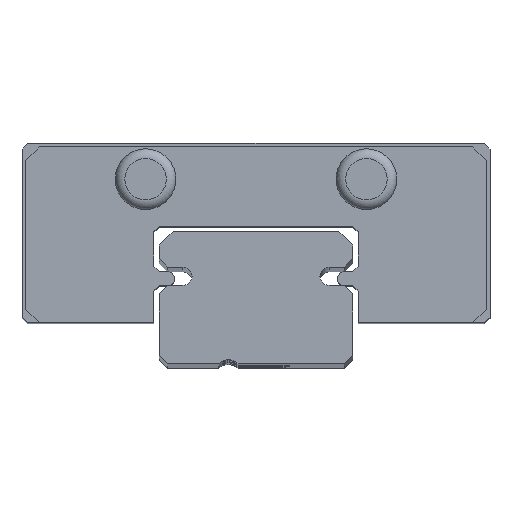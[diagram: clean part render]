
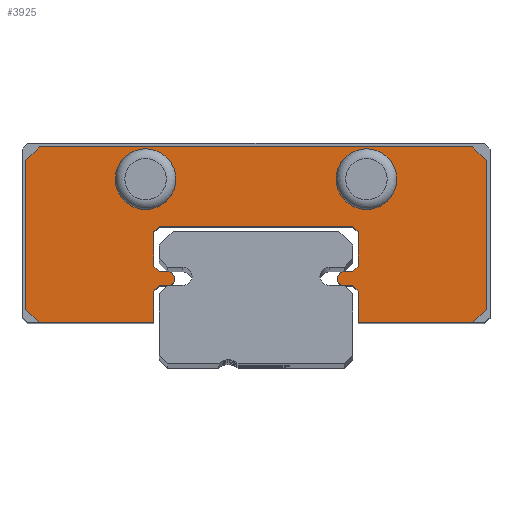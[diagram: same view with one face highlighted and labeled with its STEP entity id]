
A CAD part, top view. The second image highlights one B-rep face of the part: STEP entity #3925.
In plain terms, the highlighted planar face has unit normal (0, 0, 1).
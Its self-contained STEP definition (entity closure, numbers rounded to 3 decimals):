
#204=PLANE('',#4255);
#388=FACE_OUTER_BOUND('',#601,.T.);
#601=EDGE_LOOP('',(#3130,#3131,#3132,#3133,#3134,#3135,#3136,#3137,#3138,
#3139,#3140,#3141,#3142,#3143,#3144,#3145,#3146,#3147,#3148,#3149,#3150,
#3151,#3152,#3153,#3154,#3155));
#894=LINE('',#5885,#1357);
#898=LINE('',#5892,#1361);
#901=LINE('',#5898,#1364);
#904=LINE('',#5904,#1367);
#907=LINE('',#5910,#1370);
#910=LINE('',#5916,#1373);
#913=LINE('',#5922,#1376);
#917=LINE('',#5934,#1380);
#920=LINE('',#5940,#1383);
#923=LINE('',#5946,#1386);
#926=LINE('',#5952,#1389);
#929=LINE('',#5958,#1392);
#932=LINE('',#5964,#1395);
#935=LINE('',#5970,#1398);
#938=LINE('',#5976,#1401);
#940=LINE('',#5979,#1403);
#943=LINE('',#5985,#1406);
#946=LINE('',#5991,#1409);
#949=LINE('',#5997,#1412);
#952=LINE('',#6003,#1415);
#955=LINE('',#6009,#1418);
#958=LINE('',#6015,#1421);
#961=LINE('',#6021,#1424);
#963=LINE('',#6024,#1426);
#1357=VECTOR('',#4778,1000.);
#1361=VECTOR('',#4784,1000.);
#1364=VECTOR('',#4789,1000.);
#1367=VECTOR('',#4794,1000.);
#1370=VECTOR('',#4799,1000.);
#1373=VECTOR('',#4804,1000.);
#1376=VECTOR('',#4809,1000.);
#1380=VECTOR('',#4821,1000.);
#1383=VECTOR('',#4826,1000.);
#1386=VECTOR('',#4831,1000.);
#1389=VECTOR('',#4836,1000.);
#1392=VECTOR('',#4841,1000.);
#1395=VECTOR('',#4846,1000.);
#1398=VECTOR('',#4851,1000.);
#1401=VECTOR('',#4856,1000.);
#1403=VECTOR('',#4860,1000.);
#1406=VECTOR('',#4865,1000.);
#1409=VECTOR('',#4870,1000.);
#1412=VECTOR('',#4875,1000.);
#1415=VECTOR('',#4880,1000.);
#1418=VECTOR('',#4885,1000.);
#1421=VECTOR('',#4890,1000.);
#1424=VECTOR('',#4895,1000.);
#1426=VECTOR('',#4899,1000.);
#1676=CIRCLE('',#4226,0.25);
#1679=CIRCLE('',#4237,0.25);
#1865=VERTEX_POINT('',#5870);
#1866=VERTEX_POINT('',#5871);
#1871=VERTEX_POINT('',#5882);
#1872=VERTEX_POINT('',#5884);
#1874=VERTEX_POINT('',#5890);
#1876=VERTEX_POINT('',#5896);
#1878=VERTEX_POINT('',#5902);
#1880=VERTEX_POINT('',#5908);
#1882=VERTEX_POINT('',#5914);
#1884=VERTEX_POINT('',#5920);
#1886=VERTEX_POINT('',#5926);
#1888=VERTEX_POINT('',#5932);
#1890=VERTEX_POINT('',#5938);
#1892=VERTEX_POINT('',#5944);
#1894=VERTEX_POINT('',#5950);
#1896=VERTEX_POINT('',#5956);
#1898=VERTEX_POINT('',#5962);
#1900=VERTEX_POINT('',#5968);
#1902=VERTEX_POINT('',#5974);
#1904=VERTEX_POINT('',#5983);
#1906=VERTEX_POINT('',#5989);
#1908=VERTEX_POINT('',#5995);
#1910=VERTEX_POINT('',#6001);
#1912=VERTEX_POINT('',#6007);
#1914=VERTEX_POINT('',#6013);
#1916=VERTEX_POINT('',#6019);
#2295=EDGE_CURVE('',#1865,#1866,#1676,.T.);
#2301=EDGE_CURVE('',#1872,#1871,#894,.T.);
#2305=EDGE_CURVE('',#1871,#1874,#898,.T.);
#2308=EDGE_CURVE('',#1874,#1876,#901,.T.);
#2311=EDGE_CURVE('',#1876,#1878,#904,.T.);
#2314=EDGE_CURVE('',#1878,#1880,#907,.T.);
#2317=EDGE_CURVE('',#1880,#1882,#910,.T.);
#2320=EDGE_CURVE('',#1882,#1884,#913,.T.);
#2323=EDGE_CURVE('',#1884,#1886,#1679,.T.);
#2326=EDGE_CURVE('',#1886,#1888,#917,.T.);
#2329=EDGE_CURVE('',#1888,#1890,#920,.T.);
#2332=EDGE_CURVE('',#1890,#1892,#923,.T.);
#2335=EDGE_CURVE('',#1892,#1894,#926,.T.);
#2338=EDGE_CURVE('',#1894,#1896,#929,.T.);
#2341=EDGE_CURVE('',#1896,#1898,#932,.T.);
#2344=EDGE_CURVE('',#1898,#1900,#935,.T.);
#2347=EDGE_CURVE('',#1900,#1902,#938,.T.);
#2349=EDGE_CURVE('',#1902,#1865,#940,.T.);
#2352=EDGE_CURVE('',#1866,#1904,#943,.T.);
#2355=EDGE_CURVE('',#1904,#1906,#946,.T.);
#2358=EDGE_CURVE('',#1906,#1908,#949,.T.);
#2361=EDGE_CURVE('',#1908,#1910,#952,.T.);
#2364=EDGE_CURVE('',#1910,#1912,#955,.T.);
#2367=EDGE_CURVE('',#1912,#1914,#958,.T.);
#2370=EDGE_CURVE('',#1914,#1916,#961,.T.);
#2372=EDGE_CURVE('',#1916,#1872,#963,.T.);
#3130=ORIENTED_EDGE('',*,*,#2301,.T.);
#3131=ORIENTED_EDGE('',*,*,#2305,.T.);
#3132=ORIENTED_EDGE('',*,*,#2308,.T.);
#3133=ORIENTED_EDGE('',*,*,#2311,.T.);
#3134=ORIENTED_EDGE('',*,*,#2314,.T.);
#3135=ORIENTED_EDGE('',*,*,#2317,.T.);
#3136=ORIENTED_EDGE('',*,*,#2320,.T.);
#3137=ORIENTED_EDGE('',*,*,#2323,.T.);
#3138=ORIENTED_EDGE('',*,*,#2326,.T.);
#3139=ORIENTED_EDGE('',*,*,#2329,.T.);
#3140=ORIENTED_EDGE('',*,*,#2332,.T.);
#3141=ORIENTED_EDGE('',*,*,#2335,.T.);
#3142=ORIENTED_EDGE('',*,*,#2338,.T.);
#3143=ORIENTED_EDGE('',*,*,#2341,.T.);
#3144=ORIENTED_EDGE('',*,*,#2344,.T.);
#3145=ORIENTED_EDGE('',*,*,#2347,.T.);
#3146=ORIENTED_EDGE('',*,*,#2349,.T.);
#3147=ORIENTED_EDGE('',*,*,#2295,.T.);
#3148=ORIENTED_EDGE('',*,*,#2352,.T.);
#3149=ORIENTED_EDGE('',*,*,#2355,.T.);
#3150=ORIENTED_EDGE('',*,*,#2358,.T.);
#3151=ORIENTED_EDGE('',*,*,#2361,.T.);
#3152=ORIENTED_EDGE('',*,*,#2364,.T.);
#3153=ORIENTED_EDGE('',*,*,#2367,.T.);
#3154=ORIENTED_EDGE('',*,*,#2370,.T.);
#3155=ORIENTED_EDGE('',*,*,#2372,.T.);
#3925=ADVANCED_FACE('',(#388),#204,.T.);
#4226=AXIS2_PLACEMENT_3D('',#5872,#4768,#4769);
#4237=AXIS2_PLACEMENT_3D('',#5928,#4815,#4816);
#4255=AXIS2_PLACEMENT_3D('',#6025,#4900,#4901);
#4768=DIRECTION('center_axis',(0.,0.,1.));
#4769=DIRECTION('ref_axis',(1.,0.,0.));
#4778=DIRECTION('',(-0.707,-0.707,0.));
#4784=DIRECTION('',(0.,-1.,0.));
#4789=DIRECTION('',(0.707,-0.707,0.));
#4794=DIRECTION('',(1.,0.,0.));
#4799=DIRECTION('',(0.,1.,0.));
#4804=DIRECTION('',(0.707,0.707,0.));
#4809=DIRECTION('',(1.,0.,0.));
#4815=DIRECTION('center_axis',(0.,0.,1.));
#4816=DIRECTION('ref_axis',(1.,0.,0.));
#4821=DIRECTION('',(-1.,0.,0.));
#4826=DIRECTION('',(-0.707,0.707,0.));
#4831=DIRECTION('',(0.,1.,0.));
#4836=DIRECTION('',(0.707,0.707,0.));
#4841=DIRECTION('',(1.,0.,0.));
#4846=DIRECTION('',(0.707,-0.707,0.));
#4851=DIRECTION('',(0.,-1.,0.));
#4856=DIRECTION('',(-0.707,-0.707,0.));
#4860=DIRECTION('',(-1.,0.,0.));
#4865=DIRECTION('',(1.,0.,0.));
#4870=DIRECTION('',(0.707,-0.707,0.));
#4875=DIRECTION('',(0.,-1.,0.));
#4880=DIRECTION('',(1.,0.,0.));
#4885=DIRECTION('',(0.707,0.707,0.));
#4890=DIRECTION('',(0.,1.,0.));
#4895=DIRECTION('',(-0.707,0.707,0.));
#4899=DIRECTION('',(-1.,0.,0.));
#4900=DIRECTION('center_axis',(0.,0.,1.));
#4901=DIRECTION('ref_axis',(1.,0.,0.));
#5870=CARTESIAN_POINT('',(3.2,1.85,10.9));
#5871=CARTESIAN_POINT('',(3.2,1.35,10.9));
#5872=CARTESIAN_POINT('Origin',(3.2,1.6,10.9));
#5882=CARTESIAN_POINT('',(-8.345,5.87,10.9));
#5884=CARTESIAN_POINT('',(-7.845,6.37,10.9));
#5885=CARTESIAN_POINT('',(-7.845,6.37,10.9));
#5890=CARTESIAN_POINT('',(-8.345,0.5,10.9));
#5892=CARTESIAN_POINT('',(-8.345,5.87,10.9));
#5896=CARTESIAN_POINT('',(-7.845,0.,10.9));
#5898=CARTESIAN_POINT('',(-8.345,0.5,10.9));
#5902=CARTESIAN_POINT('',(-3.7,0.,10.9));
#5904=CARTESIAN_POINT('',(-7.845,0.,10.9));
#5908=CARTESIAN_POINT('',(-3.7,1.15,10.9));
#5910=CARTESIAN_POINT('',(-3.7,0.,10.9));
#5914=CARTESIAN_POINT('',(-3.5,1.35,10.9));
#5916=CARTESIAN_POINT('',(-3.7,1.15,10.9));
#5920=CARTESIAN_POINT('',(-3.2,1.35,10.9));
#5922=CARTESIAN_POINT('',(-3.5,1.35,10.9));
#5926=CARTESIAN_POINT('',(-3.2,1.85,10.9));
#5928=CARTESIAN_POINT('Origin',(-3.2,1.6,10.9));
#5932=CARTESIAN_POINT('',(-3.5,1.85,10.9));
#5934=CARTESIAN_POINT('',(-3.2,1.85,10.9));
#5938=CARTESIAN_POINT('',(-3.7,2.05,10.9));
#5940=CARTESIAN_POINT('',(-3.5,1.85,10.9));
#5944=CARTESIAN_POINT('',(-3.7,3.3,10.9));
#5946=CARTESIAN_POINT('',(-3.7,2.05,10.9));
#5950=CARTESIAN_POINT('',(-3.5,3.5,10.9));
#5952=CARTESIAN_POINT('',(-3.7,3.3,10.9));
#5956=CARTESIAN_POINT('',(3.5,3.5,10.9));
#5958=CARTESIAN_POINT('',(-3.5,3.5,10.9));
#5962=CARTESIAN_POINT('',(3.7,3.3,10.9));
#5964=CARTESIAN_POINT('',(3.5,3.5,10.9));
#5968=CARTESIAN_POINT('',(3.7,2.05,10.9));
#5970=CARTESIAN_POINT('',(3.7,3.3,10.9));
#5974=CARTESIAN_POINT('',(3.5,1.85,10.9));
#5976=CARTESIAN_POINT('',(3.7,2.05,10.9));
#5979=CARTESIAN_POINT('',(3.5,1.85,10.9));
#5983=CARTESIAN_POINT('',(3.5,1.35,10.9));
#5985=CARTESIAN_POINT('',(3.2,1.35,10.9));
#5989=CARTESIAN_POINT('',(3.7,1.15,10.9));
#5991=CARTESIAN_POINT('',(3.5,1.35,10.9));
#5995=CARTESIAN_POINT('',(3.7,0.,10.9));
#5997=CARTESIAN_POINT('',(3.7,1.15,10.9));
#6001=CARTESIAN_POINT('',(7.845,0.,10.9));
#6003=CARTESIAN_POINT('',(3.7,0.,10.9));
#6007=CARTESIAN_POINT('',(8.345,0.5,10.9));
#6009=CARTESIAN_POINT('',(7.845,0.,10.9));
#6013=CARTESIAN_POINT('',(8.345,5.87,10.9));
#6015=CARTESIAN_POINT('',(8.345,0.5,10.9));
#6019=CARTESIAN_POINT('',(7.845,6.37,10.9));
#6021=CARTESIAN_POINT('',(8.345,5.87,10.9));
#6024=CARTESIAN_POINT('',(7.845,6.37,10.9));
#6025=CARTESIAN_POINT('Origin',(-3.2,1.6,10.9));
